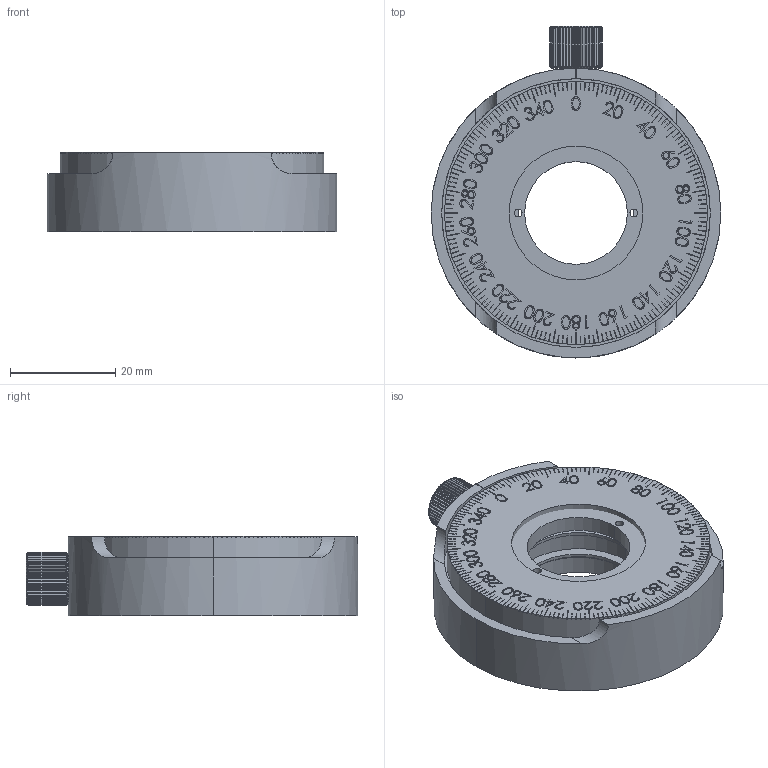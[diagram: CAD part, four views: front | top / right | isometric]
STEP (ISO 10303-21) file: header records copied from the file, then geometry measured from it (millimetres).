
FILE_DESCRIPTION (( 'STEP AP203' ), '1' );
FILE_NAME ('04PLM-2.STEP', '2016-06-27T08:35:14', ( '' ), ( '' ), 'SwSTEP 2.0', 'SolidWorks 2016', '' );
FILE_SCHEMA (( 'CONFIG_CONTROL_DESIGN' ));
Length unit declared in the file: millimetre
Products named in the file (1): 04PLM-2
Bounding box: 55 x 63 x 15.05 mm (x, y, z)
Volume: 28136.7 mm3; surface area: 19638.4 mm2
Topology: 12 solids, 12 shells, 1891 faces, 4745 edges, 3157 vertices
Faces by surface type: plane 1309, bspline 363, cylinder 195, torus 12, cone 10, sphere 2
Entity records: 82825 total; most frequent: CARTESIAN_POINT 40183, ORIENTED_EDGE 9480, DIRECTION 7040, EDGE_CURVE 4740, LINE 3374, VECTOR 3374, VERTEX_POINT 3154, EDGE_LOOP 2198
